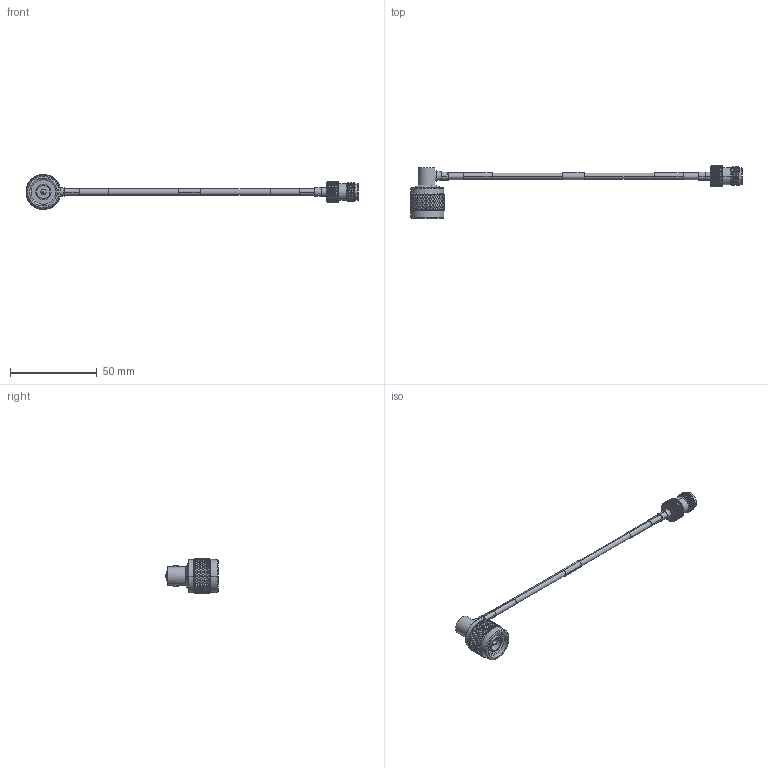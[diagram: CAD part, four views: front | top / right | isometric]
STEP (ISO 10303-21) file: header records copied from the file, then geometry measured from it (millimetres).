
FILE_DESCRIPTION (( 'STEP AP214' ), '1' );
FILE_NAME ('LCCA30516_3D.STEP', '2020-05-08T15:54:21', ( '' ), ( '' ), 'SwSTEP 2.0', 'SolidWorks 2018', '' );
FILE_SCHEMA (( 'AUTOMOTIVE_DESIGN' ));
Length unit declared in the file: inch
Products named in the file (6): 1AW01-003_.152 ID; LCCA30516_3D; LCCN3053; LC141TBJ-PROD; LC141TBJ (141 Formable with HeatShrink); LCCN3067
Assembly tree (7 placements, depth 3):
  LCCA30516_3D
    LC141TBJ-PROD
      LC141TBJ (141 Formable with HeatShrink)
      1AW01-003_.152 ID  x3
    LCCN3053
    LCCN3067
Bounding box: 191.66 x 30.23 x 20.07 mm (x, y, z)
Volume: 6711.4 mm3; surface area: 10076.2 mm2
Topology: 8 solids, 8 shells, 4027 faces, 8322 edges, 4331 vertices
Faces by surface type: bspline 2883, cylinder 812, cone 269, plane 61, sphere 2
Entity records: 146211 total; most frequent: CARTESIAN_POINT 93359, ORIENTED_EDGE 16596, EDGE_CURVE 8298, VERTEX_POINT 4315, EDGE_LOOP 4041, FACE_OUTER_BOUND 4015, ADVANCED_FACE 4015, DIRECTION 3699
